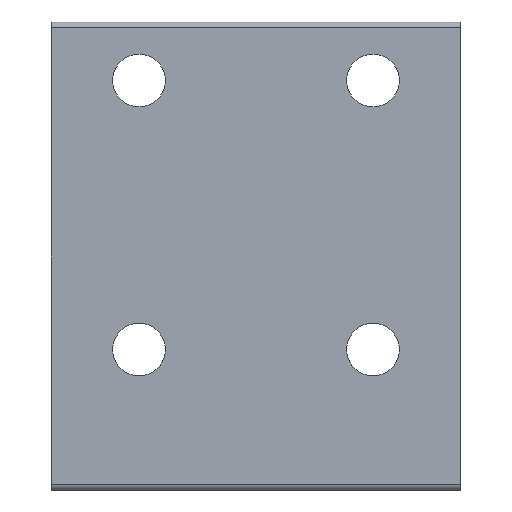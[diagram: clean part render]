
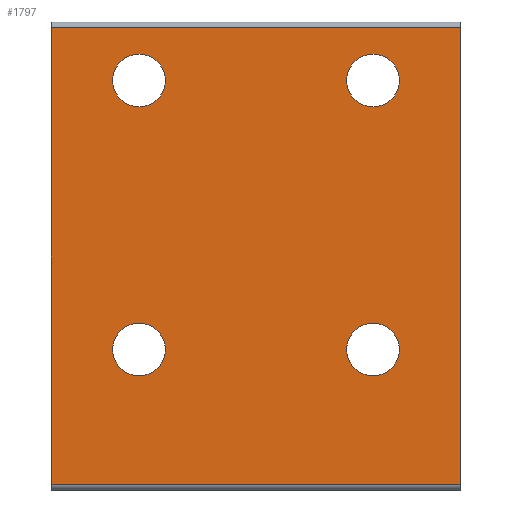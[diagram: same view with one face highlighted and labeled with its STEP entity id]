
A CAD part, front view. The second image highlights one B-rep face of the part: STEP entity #1797.
In plain terms, the highlighted planar face has unit normal (0, -1, 0).
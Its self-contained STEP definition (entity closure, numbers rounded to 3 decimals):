
#747 = EDGE_CURVE( '', #801, #785, #2183, .T. );
#781 = VERTEX_POINT( '', #2219 );
#785 = VERTEX_POINT( '', #2223 );
#801 = VERTEX_POINT( '', #2239 );
#1027 = VERTEX_POINT( '', #2488 );
#1061 = VERTEX_POINT( '', #2523 );
#1191 = VERTEX_POINT( '', #2662 );
#1201 = VERTEX_POINT( '', #2673 );
#1209 = VERTEX_POINT( '', #2682 );
#1319 = EDGE_CURVE( '', #1777, #1417, #2796, .T. );
#1333 = VERTEX_POINT( '', #2815 );
#1417 = VERTEX_POINT( '', #2910 );
#1439 = EDGE_CURVE( '', #1555, #1333, #2935, .T. );
#1545 = EDGE_CURVE( '', #1201, #1061, #3049, .T. );
#1555 = VERTEX_POINT( '', #3060 );
#1567 = EDGE_CURVE( '', #1191, #1209, #3072, .T. );
#1575 = EDGE_CURVE( '', #1027, #781, #3080, .T. );
#1581 = EDGE_CURVE( '', #1777, #1027, #3087, .T. );
#1777 = VERTEX_POINT( '', #3306 );
#1783 = EDGE_CURVE( '', #785, #801, #3312, .T. );
#1797 = ADVANCED_FACE( '', ( #3327, #3328, #3329, #3330, #3331 ), #3332, .T. );
#1835 = EDGE_CURVE( '', #1209, #1191, #3374, .T. );
#1911 = EDGE_CURVE( '', #1333, #1555, #3456, .T. );
#2021 = EDGE_CURVE( '', #1417, #781, #3574, .T. );
#2027 = EDGE_CURVE( '', #1061, #1201, #3580, .T. );
#2183 = CIRCLE( '', #3753, 4.5 );
#2219 = CARTESIAN_POINT( '', ( -35., 0., 1. ) );
#2223 = CARTESIAN_POINT( '', ( -15.5, 0., 24. ) );
#2239 = CARTESIAN_POINT( '', ( -24.5, 0., 24. ) );
#2488 = CARTESIAN_POINT( '', ( 35., 0., 1. ) );
#2523 = CARTESIAN_POINT( '', ( 15.5, 0., 70. ) );
#2662 = CARTESIAN_POINT( '', ( 15.5, 0., 24. ) );
#2673 = CARTESIAN_POINT( '', ( 24.5, 0., 70. ) );
#2682 = CARTESIAN_POINT( '', ( 24.5, 0., 24. ) );
#2796 = LINE( '', #4902, #4903 );
#2815 = CARTESIAN_POINT( '', ( -24.5, 0., 70. ) );
#2910 = CARTESIAN_POINT( '', ( -35., 0., 79. ) );
#2935 = CIRCLE( '', #5121, 4.5 );
#3049 = CIRCLE( '', #5323, 4.5 );
#3060 = CARTESIAN_POINT( '', ( -15.5, 0., 70. ) );
#3072 = CIRCLE( '', #5354, 4.5 );
#3080 = LINE( '', #5366, #5367 );
#3087 = LINE( '', #5375, #5376 );
#3306 = CARTESIAN_POINT( '', ( 35., 0., 79. ) );
#3312 = CIRCLE( '', #5768, 4.5 );
#3327 = FACE_BOUND( '', #5785, .T. );
#3328 = FACE_BOUND( '', #5786, .T. );
#3329 = FACE_BOUND( '', #5787, .T. );
#3330 = FACE_BOUND( '', #5788, .T. );
#3331 = FACE_OUTER_BOUND( '', #5789, .T. );
#3332 = PLANE( '', #5790 );
#3374 = CIRCLE( '', #5848, 4.5 );
#3456 = CIRCLE( '', #5986, 4.5 );
#3574 = LINE( '', #6202, #6203 );
#3580 = CIRCLE( '', #6211, 4.5 );
#3753 = AXIS2_PLACEMENT_3D( '', #6461, #6462, #6463 );
#4902 = CARTESIAN_POINT( '', ( 35., 0., 79. ) );
#4903 = VECTOR( '', #7058, 1. );
#5121 = AXIS2_PLACEMENT_3D( '', #7291, #7292, #7293 );
#5323 = AXIS2_PLACEMENT_3D( '', #7437, #7438, #7439 );
#5354 = AXIS2_PLACEMENT_3D( '', #7459, #7460, #7461 );
#5366 = CARTESIAN_POINT( '', ( 35., 0., 1. ) );
#5367 = VECTOR( '', #7466, 1. );
#5375 = CARTESIAN_POINT( '', ( 35., 0., 79. ) );
#5376 = VECTOR( '', #7475, 1. );
#5768 = AXIS2_PLACEMENT_3D( '', #7765, #7766, #7767 );
#5785 = EDGE_LOOP( '', ( #7787, #7788 ) );
#5786 = EDGE_LOOP( '', ( #7789, #7790 ) );
#5787 = EDGE_LOOP( '', ( #7791, #7792 ) );
#5788 = EDGE_LOOP( '', ( #7793, #7794 ) );
#5789 = EDGE_LOOP( '', ( #7795, #7796, #7797, #7798 ) );
#5790 = AXIS2_PLACEMENT_3D( '', #7799, #7800, #7801 );
#5848 = AXIS2_PLACEMENT_3D( '', #7854, #7855, #7856 );
#5986 = AXIS2_PLACEMENT_3D( '', #7947, #7948, #7949 );
#6202 = CARTESIAN_POINT( '', ( -35., 0., 79. ) );
#6203 = VECTOR( '', #8074, 1. );
#6211 = AXIS2_PLACEMENT_3D( '', #8078, #8079, #8080 );
#6461 = CARTESIAN_POINT( '', ( -20., 0., 24. ) );
#6462 = DIRECTION( '', ( 0., 1., 0. ) );
#6463 = DIRECTION( '', ( -1., 0., 0. ) );
#7058 = DIRECTION( '', ( -1., 0., 0. ) );
#7291 = CARTESIAN_POINT( '', ( -20., 0., 70. ) );
#7292 = DIRECTION( '', ( 0., 1., 0. ) );
#7293 = DIRECTION( '', ( 1., 0., 0. ) );
#7437 = CARTESIAN_POINT( '', ( 20., 0., 70. ) );
#7438 = DIRECTION( '', ( 0., 1., 0. ) );
#7439 = DIRECTION( '', ( 1., 0., 0. ) );
#7459 = CARTESIAN_POINT( '', ( 20., 0., 24. ) );
#7460 = DIRECTION( '', ( 0., 1., 0. ) );
#7461 = DIRECTION( '', ( -1., 0., 0. ) );
#7466 = DIRECTION( '', ( -1., 0., 0. ) );
#7475 = DIRECTION( '', ( 0., 0., -1. ) );
#7765 = CARTESIAN_POINT( '', ( -20., 0., 24. ) );
#7766 = DIRECTION( '', ( 0., 1., 0. ) );
#7767 = DIRECTION( '', ( -1., 0., 0. ) );
#7787 = ORIENTED_EDGE( '', *, *, #1567, .T. );
#7788 = ORIENTED_EDGE( '', *, *, #1835, .T. );
#7789 = ORIENTED_EDGE( '', *, *, #747, .T. );
#7790 = ORIENTED_EDGE( '', *, *, #1783, .T. );
#7791 = ORIENTED_EDGE( '', *, *, #1545, .T. );
#7792 = ORIENTED_EDGE( '', *, *, #2027, .T. );
#7793 = ORIENTED_EDGE( '', *, *, #1439, .T. );
#7794 = ORIENTED_EDGE( '', *, *, #1911, .T. );
#7795 = ORIENTED_EDGE( '', *, *, #2021, .T. );
#7796 = ORIENTED_EDGE( '', *, *, #1575, .F. );
#7797 = ORIENTED_EDGE( '', *, *, #1581, .F. );
#7798 = ORIENTED_EDGE( '', *, *, #1319, .T. );
#7799 = CARTESIAN_POINT( '', ( 35., 0., 79. ) );
#7800 = DIRECTION( '', ( 0., -1., 0. ) );
#7801 = DIRECTION( '', ( 0., 0., 1. ) );
#7854 = CARTESIAN_POINT( '', ( 20., 0., 24. ) );
#7855 = DIRECTION( '', ( 0., 1., 0. ) );
#7856 = DIRECTION( '', ( -1., 0., 0. ) );
#7947 = CARTESIAN_POINT( '', ( -20., 0., 70. ) );
#7948 = DIRECTION( '', ( 0., 1., 0. ) );
#7949 = DIRECTION( '', ( 1., 0., 0. ) );
#8074 = DIRECTION( '', ( 0., 0., -1. ) );
#8078 = CARTESIAN_POINT( '', ( 20., 0., 70. ) );
#8079 = DIRECTION( '', ( 0., 1., 0. ) );
#8080 = DIRECTION( '', ( 1., 0., 0. ) );
